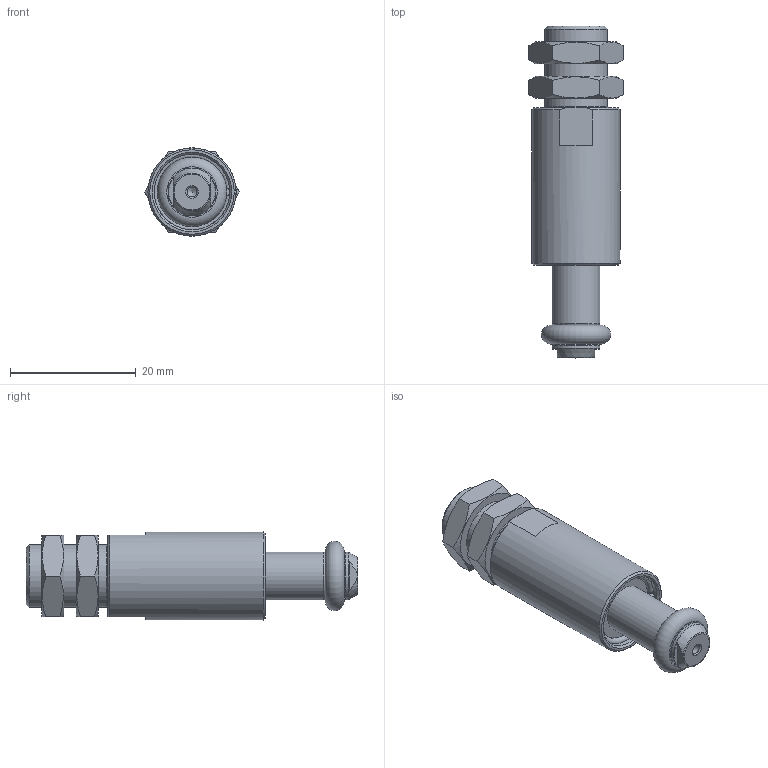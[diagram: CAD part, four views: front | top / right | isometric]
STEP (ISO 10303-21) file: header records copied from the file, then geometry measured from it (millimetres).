
FILE_DESCRIPTION(/* description */ ('STEP AP214'),/* implementation_level */ '2;1');
FILE_NAME(/* name */ '1320765_DHEB-8-E-D-E-L',/* time_stamp */ '2024-08-19T17:22:14+02:00',/* author */ ('License CC BY-ND 4.0'),/* organization */ ('CADENAS'),/* preprocessor_version */ 'ST-DEVELOPER v19.3',/* originating_system */ 'PARTsolutions',/* authorisation */ ' ');
FILE_SCHEMA (('AUTOMOTIVE_DESIGN {1 0 10303 214 3 1 1}'));
Length unit declared in the file: millimetre
Products named in the file (5): 1320765 DHEB-8-E-D-E-L---(AUS); 1361022 DHEB-8-E-D-E-L; 1360861 DHEB-8-E-D-E-L---(AUS); 1448932 DHAS-GB-B14-8-E---(MOD-AUS-D); 396998 YSRW M10X1-3.5-13
Assembly tree (5 placements, depth 2):
  1320765 DHEB-8-E-D-E-L---(AUS)
    1361022 DHEB-8-E-D-E-L
    1360861 DHEB-8-E-D-E-L---(AUS)
    1448932 DHAS-GB-B14-8-E---(MOD-AUS-D)
    396998 YSRW M10X1-3.5-13  x2
Bounding box: 15.01 x 52.7 x 14 mm (x, y, z)
Volume: 5463.5 mm3; surface area: 5389.6 mm2
Topology: 5 solids, 5 shells, 85 faces, 186 edges, 118 vertices
Faces by surface type: plane 39, cone 21, cylinder 17, torus 8
Full cylindrical faces by diameter (mm): 1.5 x1, 1.567 x1, 1.6 x1, 3 x3, 4.134 x1, 5 x1, 7.6 x2, 8.917 x2, 10 x1, 12 x3, 14 x1
Entity records: 1832 total; most frequent: CARTESIAN_POINT 368, DIRECTION 292, ORIENTED_EDGE 198, AXIS2_PLACEMENT_3D 138, FACE_BOUND 130, EDGE_LOOP 128, EDGE_CURVE 99, VERTEX_POINT 85
